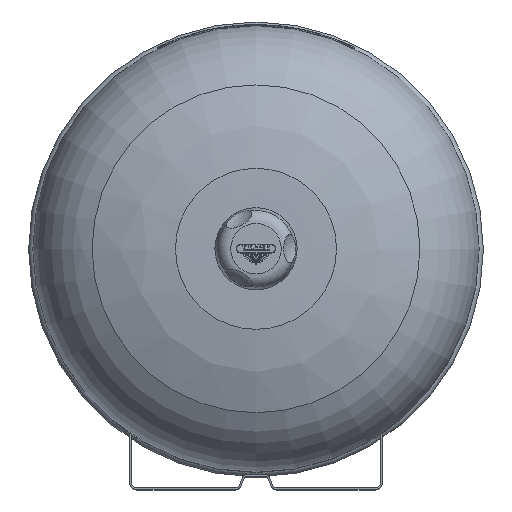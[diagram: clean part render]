
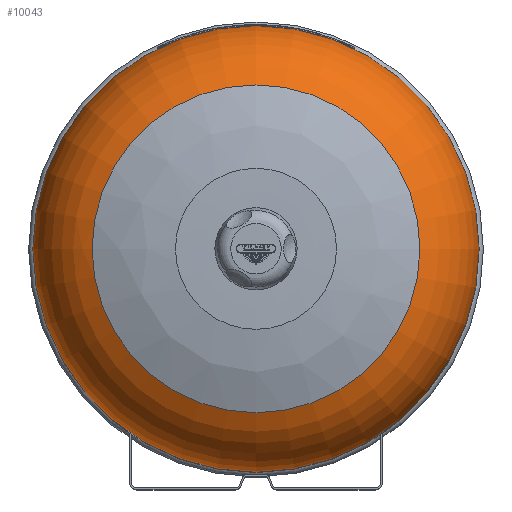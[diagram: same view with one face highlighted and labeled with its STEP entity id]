
A CAD part, top view. The second image highlights one B-rep face of the part: STEP entity #10043.
In plain terms, the highlighted toroidal (fillet/blend) face has major radius 106.224 mm and minor radius 83.778 mm.
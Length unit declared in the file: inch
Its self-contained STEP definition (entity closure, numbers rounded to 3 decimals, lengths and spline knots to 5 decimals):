
#74=TOROIDAL_SURFACE('',#10820,4.18206,3.29836);
#173=FACE_BOUND('',#1481,.T.);
#862=FACE_OUTER_BOUND('',#1480,.T.);
#1480=EDGE_LOOP('',(#7590));
#1481=EDGE_LOOP('',(#7591));
#2023=CIRCLE('',#10626,7.48031);
#2133=CIRCLE('',#10821,5.49378);
#4269=VERTEX_POINT('',#16593);
#4443=VERTEX_POINT('',#17128);
#5349=EDGE_CURVE('',#4269,#4269,#2023,.T.);
#5596=EDGE_CURVE('',#4443,#4443,#2133,.T.);
#7590=ORIENTED_EDGE('',*,*,#5596,.F.);
#7591=ORIENTED_EDGE('',*,*,#5349,.T.);
#10043=ADVANCED_FACE('',(#862,#173),#74,.T.);
#10626=AXIS2_PLACEMENT_3D('',#16594,#12053,#12054);
#10820=AXIS2_PLACEMENT_3D('',#17127,#12577,#12578);
#10821=AXIS2_PLACEMENT_3D('',#17129,#12579,#12580);
#12053=DIRECTION('center_axis',(0.,0.,1.));
#12054=DIRECTION('ref_axis',(-1.,0.,0.));
#12577=DIRECTION('center_axis',(0.,0.,1.));
#12578=DIRECTION('ref_axis',(1.,0.,0.));
#12579=DIRECTION('center_axis',(0.,0.,1.));
#12580=DIRECTION('ref_axis',(-1.,0.,0.));
#16593=CARTESIAN_POINT('',(1389.11321,-7.21968,20.82786));
#16594=CARTESIAN_POINT('Origin',(1396.59353,-7.21968,20.82786));
#17127=CARTESIAN_POINT('Origin',(1396.59353,-7.21968,20.85404));
#17128=CARTESIAN_POINT('',(1391.09975,-7.21968,23.88035));
#17129=CARTESIAN_POINT('Origin',(1396.59353,-7.21968,23.88035));
